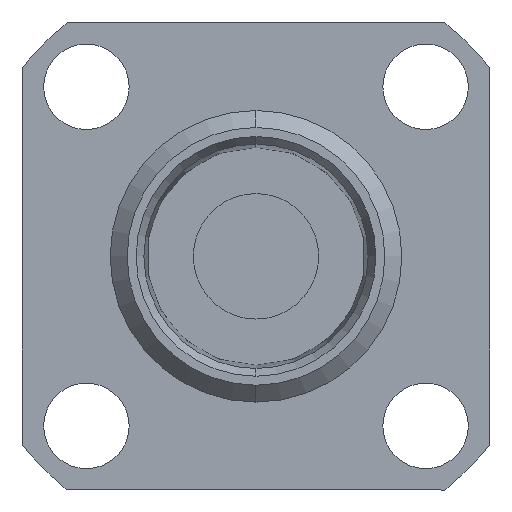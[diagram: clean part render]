
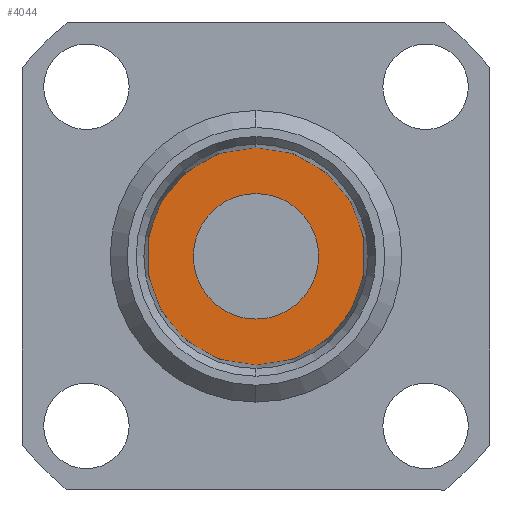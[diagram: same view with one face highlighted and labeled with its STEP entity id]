
A CAD part, left-side view. The second image highlights one B-rep face of the part: STEP entity #4044.
In plain terms, the highlighted planar face has unit normal (-1, 0, 0).
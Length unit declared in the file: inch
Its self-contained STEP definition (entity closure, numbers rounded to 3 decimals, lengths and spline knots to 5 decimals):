
#156 = VERTEX_POINT ( 'NONE', #2093 ) ;
#334 = DIRECTION ( 'NONE',  ( 0., 0., 1. ) ) ;
#378 = ORIENTED_EDGE ( 'NONE', *, *, #4140, .T. ) ;
#459 = EDGE_LOOP ( 'NONE', ( #1842, #378 ) ) ;
#466 = CARTESIAN_POINT ( 'NONE',  ( 0.32618, 0., 0. ) ) ;
#511 = AXIS2_PLACEMENT_3D ( 'NONE', #2537, #3884, #334 ) ;
#650 = CIRCLE ( 'NONE', #3888, 0.09252 ) ;
#869 = CARTESIAN_POINT ( 'NONE',  ( 0.32618, 0., -0.09252 ) ) ;
#1588 = DIRECTION ( 'NONE',  ( 0., 0., 1. ) ) ;
#1597 = DIRECTION ( 'NONE',  ( 0., 0., 1. ) ) ;
#1600 = VERTEX_POINT ( 'NONE', #4768 ) ;
#1639 = ORIENTED_EDGE ( 'NONE', *, *, #2742, .T. ) ;
#1744 = AXIS2_PLACEMENT_3D ( 'NONE', #3694, #3643, #1892 ) ;
#1842 = ORIENTED_EDGE ( 'NONE', *, *, #1905, .T. ) ;
#1892 = DIRECTION ( 'NONE',  ( 0., 0., 1. ) ) ;
#1905 = EDGE_CURVE ( 'NONE', #156, #1935, #5210, .T. ) ;
#1935 = VERTEX_POINT ( 'NONE', #869 ) ;
#2044 = FACE_BOUND ( 'NONE', #459, .T. ) ;
#2093 = CARTESIAN_POINT ( 'NONE',  ( 0.32618, 0., 0.09252 ) ) ;
#2202 = CIRCLE ( 'NONE', #5439, 0.16043 ) ;
#2509 = DIRECTION ( 'NONE',  ( -1., 0., 0. ) ) ;
#2537 = CARTESIAN_POINT ( 'NONE',  ( 0.32618, 0., 0. ) ) ;
#2681 = DIRECTION ( 'NONE',  ( 0., 0., 1. ) ) ;
#2682 = EDGE_CURVE ( 'NONE', #5538, #1600, #4246, .T. ) ;
#2742 = EDGE_CURVE ( 'NONE', #1600, #5538, #2202, .T. ) ;
#2789 = CARTESIAN_POINT ( 'NONE',  ( 0.32618, 0., 0. ) ) ;
#2917 = FACE_OUTER_BOUND ( 'NONE', #4700, .T. ) ;
#3643 = DIRECTION ( 'NONE',  ( -1., 0., 0. ) ) ;
#3669 = ORIENTED_EDGE ( 'NONE', *, *, #2682, .T. ) ;
#3694 = CARTESIAN_POINT ( 'NONE',  ( 0.32618, 0., 0. ) ) ;
#3884 = DIRECTION ( 'NONE',  ( 1., 0., 0. ) ) ;
#3888 = AXIS2_PLACEMENT_3D ( 'NONE', #466, #4481, #2681 ) ;
#4044 = ADVANCED_FACE ( 'NONE', ( #2044, #2917 ), #5058, .T. ) ;
#4134 = DIRECTION ( 'NONE',  ( -1., 0., 0. ) ) ;
#4140 = EDGE_CURVE ( 'NONE', #1935, #156, #650, .T. ) ;
#4246 = CIRCLE ( 'NONE', #1744, 0.16043 ) ;
#4481 = DIRECTION ( 'NONE',  ( 1., 0., 0. ) ) ;
#4700 = EDGE_LOOP ( 'NONE', ( #1639, #3669 ) ) ;
#4768 = CARTESIAN_POINT ( 'NONE',  ( 0.32618, 0., 0.16043 ) ) ;
#5058 = PLANE ( 'NONE',  #5160 ) ;
#5145 = CARTESIAN_POINT ( 'NONE',  ( 0.32618, 0., 0. ) ) ;
#5160 = AXIS2_PLACEMENT_3D ( 'NONE', #5145, #2509, #1588 ) ;
#5173 = CARTESIAN_POINT ( 'NONE',  ( 0.32618, 0., -0.16043 ) ) ;
#5210 = CIRCLE ( 'NONE', #511, 0.09252 ) ;
#5439 = AXIS2_PLACEMENT_3D ( 'NONE', #2789, #4134, #1597 ) ;
#5538 = VERTEX_POINT ( 'NONE', #5173 ) ;
